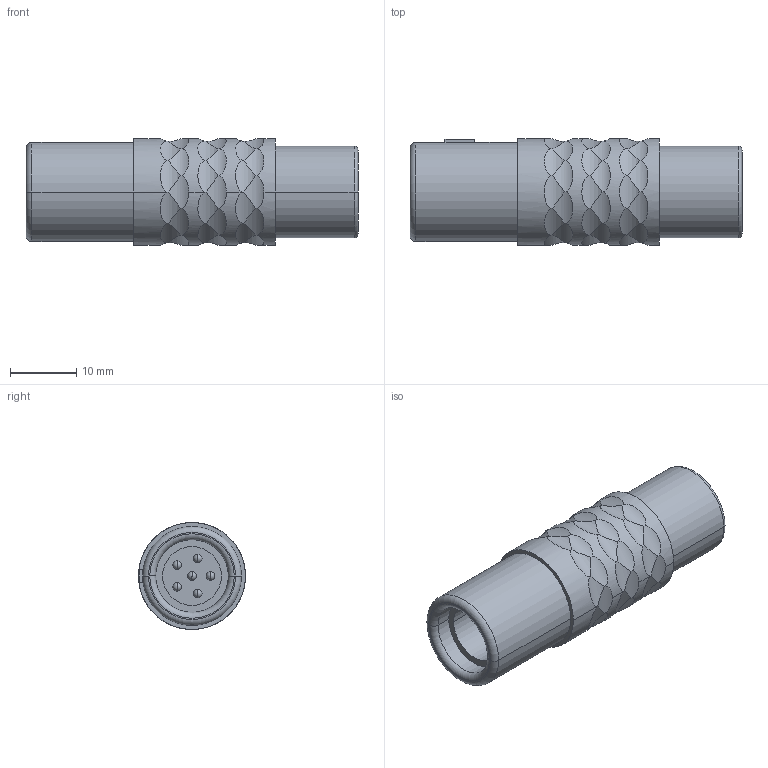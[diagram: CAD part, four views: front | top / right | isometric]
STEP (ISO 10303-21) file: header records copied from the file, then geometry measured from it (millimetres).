
FILE_DESCRIPTION((''),'2;1');
FILE_NAME('S12K0C-P06M','2013-01-30T',('rtrager'),(''),'PRO/ENGINEER BY PARAMETRIC TECHNOLOGY CORPORATION, 2010330','PRO/ENGINEER BY PARAMETRIC TECHNOLOGY CORPORATION, 2010330','');
FILE_SCHEMA(('CONFIG_CONTROL_DESIGN'));
Length unit declared in the file: millimetre
Products named in the file (1): S12K0C-P06M
Bounding box: 50.3 x 16.2 x 16.2 mm (x, y, z)
Volume: 6583.9 mm3; surface area: 4182.1 mm2
Topology: 1 solids, 1 shells, 181 faces, 469 edges, 296 vertices
Faces by surface type: cylinder 132, plane 26, sphere 12, torus 11
Entity records: 7719 total; most frequent: CARTESIAN_POINT 3614, ORIENTED_EDGE 914, DIRECTION 751, EDGE_CURVE 457, AXIS2_PLACEMENT_3D 327, VERTEX_POINT 296, B_SPLINE_CURVE_WITH_KNOTS 214, EDGE_LOOP 199
